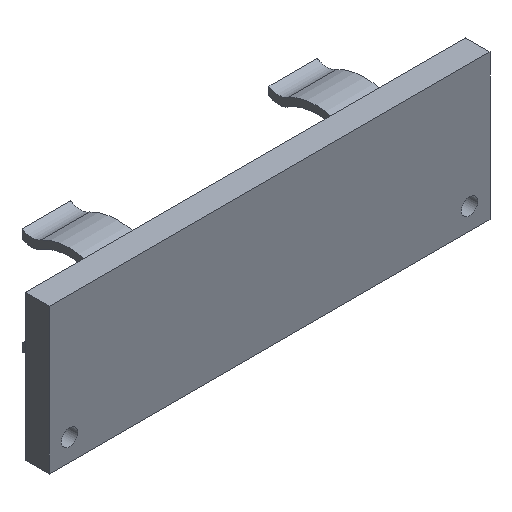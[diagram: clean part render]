
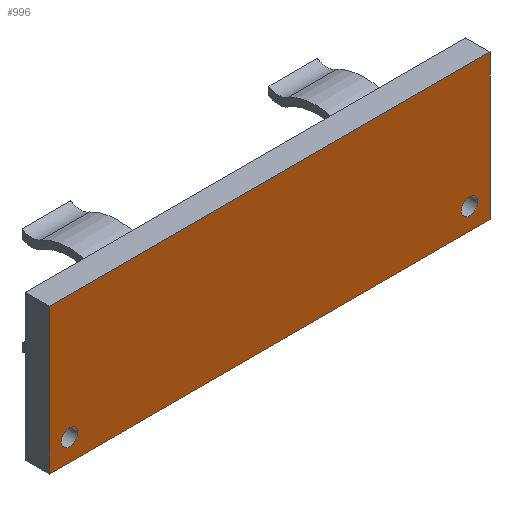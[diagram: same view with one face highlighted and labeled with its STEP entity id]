
A CAD part, isometric view. The second image highlights one B-rep face of the part: STEP entity #996.
In plain terms, the highlighted planar face has unit normal (0, -1, 0).
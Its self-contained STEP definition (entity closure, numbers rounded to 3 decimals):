
#21=FACE_BOUND('',#165,.T.);
#22=FACE_BOUND('',#166,.T.);
#50=PLANE('',#1127);
#104=FACE_OUTER_BOUND('',#164,.T.);
#164=EDGE_LOOP('',(#911,#912,#913,#914));
#165=EDGE_LOOP('',(#915));
#166=EDGE_LOOP('',(#916));
#243=LINE('',#1702,#331);
#247=LINE('',#1710,#335);
#250=LINE('',#1716,#338);
#253=LINE('',#1721,#341);
#331=VECTOR('',#1412,10.);
#335=VECTOR('',#1418,10.);
#338=VECTOR('',#1423,10.);
#341=VECTOR('',#1428,10.);
#393=CIRCLE('',#1116,1.7);
#396=CIRCLE('',#1121,1.7);
#479=VERTEX_POINT('',#1686);
#482=VERTEX_POINT('',#1696);
#483=VERTEX_POINT('',#1700);
#484=VERTEX_POINT('',#1701);
#487=VERTEX_POINT('',#1709);
#489=VERTEX_POINT('',#1715);
#615=EDGE_CURVE('',#479,#479,#393,.T.);
#620=EDGE_CURVE('',#482,#482,#396,.T.);
#621=EDGE_CURVE('',#483,#484,#243,.T.);
#625=EDGE_CURVE('',#487,#483,#247,.T.);
#628=EDGE_CURVE('',#489,#487,#250,.T.);
#631=EDGE_CURVE('',#484,#489,#253,.T.);
#911=ORIENTED_EDGE('',*,*,#631,.F.);
#912=ORIENTED_EDGE('',*,*,#621,.F.);
#913=ORIENTED_EDGE('',*,*,#625,.F.);
#914=ORIENTED_EDGE('',*,*,#628,.F.);
#915=ORIENTED_EDGE('',*,*,#615,.T.);
#916=ORIENTED_EDGE('',*,*,#620,.T.);
#996=ADVANCED_FACE('',(#104,#21,#22),#50,.F.);
#1116=AXIS2_PLACEMENT_3D('',#1688,#1396,#1397);
#1121=AXIS2_PLACEMENT_3D('',#1698,#1408,#1409);
#1127=AXIS2_PLACEMENT_3D('',#1724,#1432,#1433);
#1396=DIRECTION('center_axis',(0.,1.,0.));
#1397=DIRECTION('ref_axis',(1.,0.,0.));
#1408=DIRECTION('center_axis',(0.,1.,0.));
#1409=DIRECTION('ref_axis',(1.,0.,0.));
#1412=DIRECTION('',(0.,0.,1.));
#1418=DIRECTION('',(-1.,0.,0.));
#1423=DIRECTION('',(0.,0.,-1.));
#1428=DIRECTION('',(1.,0.,0.));
#1432=DIRECTION('center_axis',(0.,1.,0.));
#1433=DIRECTION('ref_axis',(0.,0.,1.));
#1686=CARTESIAN_POINT('',(-43.005,0.,-10.5));
#1688=CARTESIAN_POINT('Origin',(-41.305,0.,-10.5));
#1696=CARTESIAN_POINT('',(39.605,0.,-10.5));
#1698=CARTESIAN_POINT('Origin',(41.305,0.,-10.5));
#1700=CARTESIAN_POINT('',(-45.5,0.,-15.));
#1701=CARTESIAN_POINT('',(-45.5,0.,15.));
#1702=CARTESIAN_POINT('',(-45.5,0.,-15.));
#1709=CARTESIAN_POINT('',(45.5,0.,-15.));
#1710=CARTESIAN_POINT('',(45.5,0.,-15.));
#1715=CARTESIAN_POINT('',(45.5,0.,15.));
#1716=CARTESIAN_POINT('',(45.5,0.,15.));
#1721=CARTESIAN_POINT('',(-45.5,0.,15.));
#1724=CARTESIAN_POINT('Origin',(0.,0.,0.));
